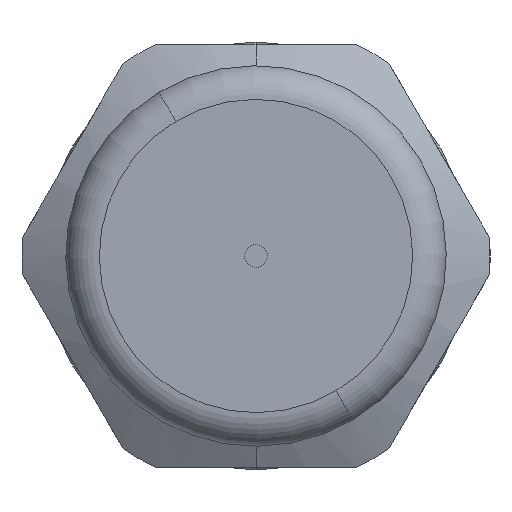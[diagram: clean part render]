
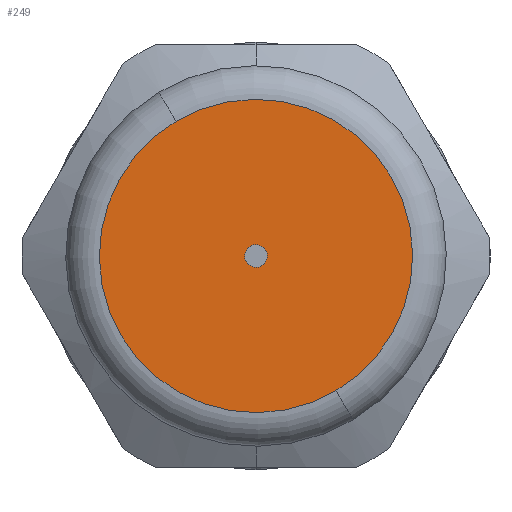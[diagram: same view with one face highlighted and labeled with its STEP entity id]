
A CAD part, left-side view. The second image highlights one B-rep face of the part: STEP entity #249.
In plain terms, the highlighted planar face has unit normal (-1, 0, 0).
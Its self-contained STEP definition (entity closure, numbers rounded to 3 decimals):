
#112 = ORIENTED_EDGE ( 'NONE', *, *, #2962, .F. ) ;
#249 = ADVANCED_FACE ( 'NONE', ( #1921, #3236 ), #5997, .T. ) ;
#257 = CIRCLE ( 'NONE', #4226, 0.6 ) ;
#572 = DIRECTION ( 'NONE',  ( 0., -0.511, -0.86 ) ) ;
#605 = CARTESIAN_POINT ( 'NONE',  ( -23., -0.306, -0.516 ) ) ;
#790 = CIRCLE ( 'NONE', #3016, 8.23 ) ;
#1001 = CARTESIAN_POINT ( 'NONE',  ( -23., 0.306, 0.516 ) ) ;
#1044 = DIRECTION ( 'NONE',  ( 0., -0.511, -0.86 ) ) ;
#1300 = DIRECTION ( 'NONE',  ( 0., -0.511, -0.86 ) ) ;
#1438 = AXIS2_PLACEMENT_3D ( 'NONE', #5983, #5453, #572 ) ;
#1449 = EDGE_CURVE ( 'NONE', #6128, #2881, #2230, .T. ) ;
#1590 = ORIENTED_EDGE ( 'NONE', *, *, #1449, .T. ) ;
#1688 = AXIS2_PLACEMENT_3D ( 'NONE', #2791, #4167, #1300 ) ;
#1740 = ORIENTED_EDGE ( 'NONE', *, *, #2135, .F. ) ;
#1921 = FACE_BOUND ( 'NONE', #2636, .T. ) ;
#2074 = DIRECTION ( 'NONE',  ( 1., 0., 0. ) ) ;
#2135 = EDGE_CURVE ( 'NONE', #6209, #5322, #5691, .T. ) ;
#2230 = CIRCLE ( 'NONE', #1688, 0.6 ) ;
#2636 = EDGE_LOOP ( 'NONE', ( #1590, #5623 ) ) ;
#2791 = CARTESIAN_POINT ( 'NONE',  ( -23., 0., 0. ) ) ;
#2881 = VERTEX_POINT ( 'NONE', #1001 ) ;
#2898 = CARTESIAN_POINT ( 'NONE',  ( -23., -0.306, -0.516 ) ) ;
#2962 = EDGE_CURVE ( 'NONE', #5322, #6209, #790, .T. ) ;
#3016 = AXIS2_PLACEMENT_3D ( 'NONE', #3529, #2074, #1044 ) ;
#3236 = FACE_OUTER_BOUND ( 'NONE', #6152, .T. ) ;
#3514 = DIRECTION ( 'NONE',  ( 0., -0.511, -0.86 ) ) ;
#3529 = CARTESIAN_POINT ( 'NONE',  ( -23., 0., 0. ) ) ;
#3538 = DIRECTION ( 'NONE',  ( -1., 0., 0. ) ) ;
#4034 = DIRECTION ( 'NONE',  ( 0., 0.511, 0.86 ) ) ;
#4167 = DIRECTION ( 'NONE',  ( 1., 0., 0. ) ) ;
#4226 = AXIS2_PLACEMENT_3D ( 'NONE', #5966, #4941, #3514 ) ;
#4330 = AXIS2_PLACEMENT_3D ( 'NONE', #605, #3538, #4034 ) ;
#4395 = EDGE_CURVE ( 'NONE', #2881, #6128, #257, .T. ) ;
#4941 = DIRECTION ( 'NONE',  ( 1., 0., 0. ) ) ;
#5322 = VERTEX_POINT ( 'NONE', #6078 ) ;
#5397 = CARTESIAN_POINT ( 'NONE',  ( -23., -4.202, -7.076 ) ) ;
#5453 = DIRECTION ( 'NONE',  ( 1., 0., 0. ) ) ;
#5623 = ORIENTED_EDGE ( 'NONE', *, *, #4395, .T. ) ;
#5691 = CIRCLE ( 'NONE', #1438, 8.23 ) ;
#5966 = CARTESIAN_POINT ( 'NONE',  ( -23., 0., 0. ) ) ;
#5983 = CARTESIAN_POINT ( 'NONE',  ( -23., 0., 0. ) ) ;
#5997 = PLANE ( 'NONE',  #4330 ) ;
#6078 = CARTESIAN_POINT ( 'NONE',  ( -23., 4.202, 7.076 ) ) ;
#6128 = VERTEX_POINT ( 'NONE', #2898 ) ;
#6152 = EDGE_LOOP ( 'NONE', ( #1740, #112 ) ) ;
#6209 = VERTEX_POINT ( 'NONE', #5397 ) ;
